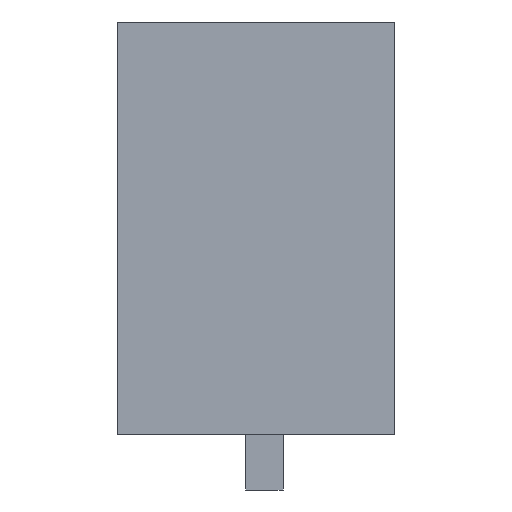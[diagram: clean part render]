
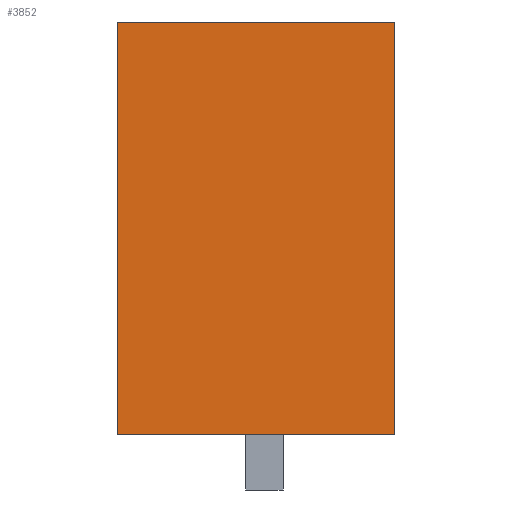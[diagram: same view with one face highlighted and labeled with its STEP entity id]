
A CAD part, left-side view. The second image highlights one B-rep face of the part: STEP entity #3852.
In plain terms, the highlighted planar face has unit normal (-1, 0, 0).
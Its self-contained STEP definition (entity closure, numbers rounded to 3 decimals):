
#3832=AXIS2_PLACEMENT_3D('Plane Axis2P3D',#3829,#3830,#3831) ;
#276=CARTESIAN_POINT('Vertex',(0.,7.45,1.5)) ;
#279=CARTESIAN_POINT('Line Origine',(0.,7.45,7.025)) ;
#283=CARTESIAN_POINT('Vertex',(0.,7.45,12.55)) ;
#3813=CARTESIAN_POINT('Vertex',(0.,0.,1.5)) ;
#3816=CARTESIAN_POINT('Line Origine',(0.,3.725,1.5)) ;
#3829=CARTESIAN_POINT('Axis2P3D Location',(0.,7.45,0.1)) ;
#3834=CARTESIAN_POINT('Line Origine',(0.,0.,7.025)) ;
#3838=CARTESIAN_POINT('Vertex',(0.,0.,12.55)) ;
#3841=CARTESIAN_POINT('Line Origine',(0.,3.725,12.55)) ;
#280=DIRECTION('Vector Direction',(0.,0.,1.)) ;
#3817=DIRECTION('Vector Direction',(0.,1.,0.)) ;
#3830=DIRECTION('Axis2P3D Direction',(1.,0.,0.)) ;
#3831=DIRECTION('Axis2P3D XDirection',(0.,0.,-1.)) ;
#3835=DIRECTION('Vector Direction',(0.,0.,-1.)) ;
#3842=DIRECTION('Vector Direction',(0.,-1.,0.)) ;
#281=VECTOR('Line Direction',#280,1.) ;
#3818=VECTOR('Line Direction',#3817,1.) ;
#3836=VECTOR('Line Direction',#3835,1.) ;
#3843=VECTOR('Line Direction',#3842,1.) ;
#3847=ORIENTED_EDGE('',*,*,#3820,.F.) ;
#3848=ORIENTED_EDGE('',*,*,#3840,.F.) ;
#3849=ORIENTED_EDGE('',*,*,#3845,.F.) ;
#3850=ORIENTED_EDGE('',*,*,#285,.F.) ;
#3852=ADVANCED_FACE('HOUSING',(#3851),#3833,.F.) ;
#285=EDGE_CURVE('',#277,#284,#282,.T.) ;
#3820=EDGE_CURVE('',#3814,#277,#3819,.T.) ;
#3840=EDGE_CURVE('',#3839,#3814,#3837,.T.) ;
#3845=EDGE_CURVE('',#284,#3839,#3844,.T.) ;
#3846=EDGE_LOOP('',(#3847,#3848,#3849,#3850)) ;
#3851=FACE_OUTER_BOUND('',#3846,.T.) ;
#282=LINE('Line',#279,#281) ;
#3819=LINE('Line',#3816,#3818) ;
#3837=LINE('Line',#3834,#3836) ;
#3844=LINE('Line',#3841,#3843) ;
#3833=PLANE('',#3832) ;
#277=VERTEX_POINT('',#276) ;
#284=VERTEX_POINT('',#283) ;
#3814=VERTEX_POINT('',#3813) ;
#3839=VERTEX_POINT('',#3838) ;
